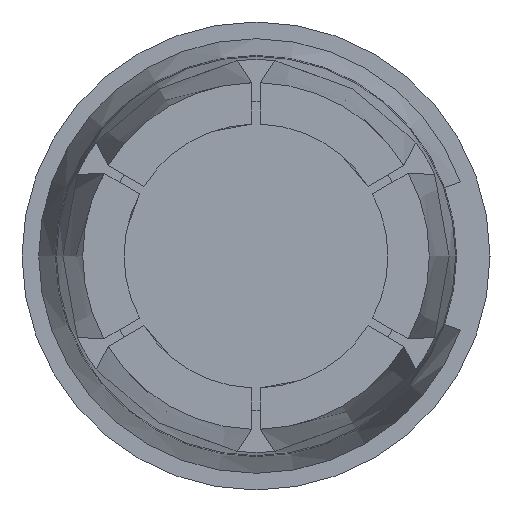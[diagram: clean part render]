
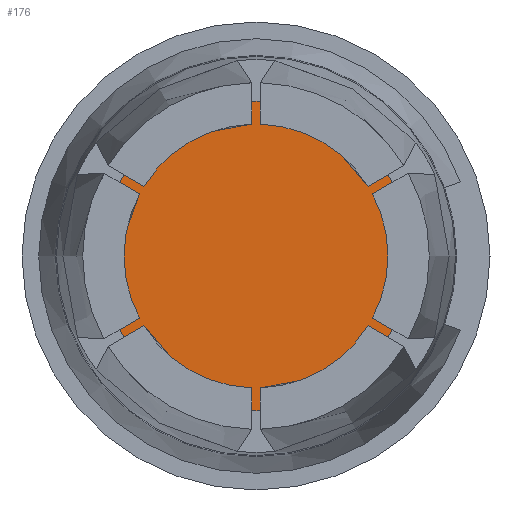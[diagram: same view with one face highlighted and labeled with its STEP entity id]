
A CAD part, front view. The second image highlights one B-rep face of the part: STEP entity #176.
In plain terms, the highlighted planar face has unit normal (0, -1, 0).
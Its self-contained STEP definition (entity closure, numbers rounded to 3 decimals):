
#66=FACE_OUTER_BOUND('',#343,.T.);
#127=PLANE('',#859);
#176=ADVANCED_FACE('',(#66),#127,.T.);
#343=EDGE_LOOP('',(#529));
#529=ORIENTED_EDGE('',*,*,#722,.F.);
#624=VERTEX_POINT('',#1370);
#722=EDGE_CURVE('',#624,#624,#775,.T.);
#775=CIRCLE('',#857,1.905);
#857=AXIS2_PLACEMENT_3D('',#1369,#1051,#1052);
#859=AXIS2_PLACEMENT_3D('',#1372,#1055,#1056);
#1051=DIRECTION('',(0.,1.,0.));
#1052=DIRECTION('',(1.,0.,0.));
#1055=DIRECTION('',(0.,-1.,0.));
#1056=DIRECTION('',(0.,0.,1.));
#1369=CARTESIAN_POINT('',(-0.264,19.057,-27.562));
#1370=CARTESIAN_POINT('',(1.641,19.057,-27.562));
#1372=CARTESIAN_POINT('',(1.832,19.057,-29.658));
